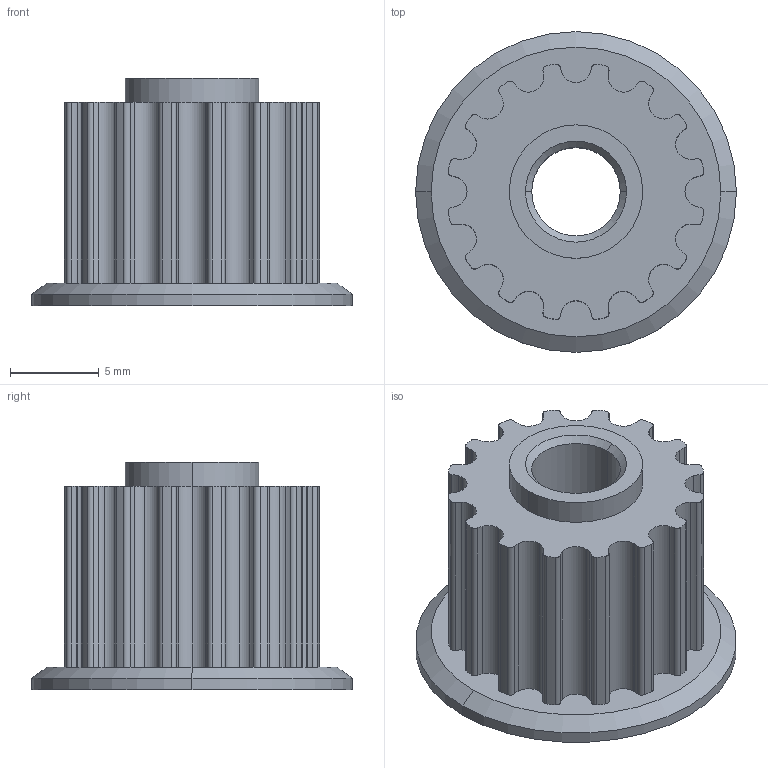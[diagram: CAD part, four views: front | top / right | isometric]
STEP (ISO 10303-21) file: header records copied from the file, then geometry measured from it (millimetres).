
FILE_DESCRIPTION (( 'STEP AP214' ), '1' );
FILE_NAME ('Buzzzz-Kill Custom Pinion.STEP', '2023-12-16T23:24:47', ( '' ), ( '' ), 'SwSTEP 2.0', 'SolidWorks 2023', '' );
FILE_SCHEMA (( 'AUTOMOTIVE_DESIGN' ));
Length unit declared in the file: millimetre
Products named in the file (1): Buzzzz-Kill Custom Pinion
Bounding box: 18.03 x 18.03 x 12.78 mm (x, y, z)
Volume: 1533.9 mm3; surface area: 1389.5 mm2
Topology: 1 solids, 1 shells, 125 faces, 359 edges, 238 vertices
Faces by surface type: cylinder 117, cone 4, plane 4
Entity records: 4266 total; most frequent: DIRECTION 849, CARTESIAN_POINT 723, ORIENTED_EDGE 718, AXIS2_PLACEMENT_3D 364, EDGE_CURVE 359, VERTEX_POINT 238, CIRCLE 238, EDGE_LOOP 129
